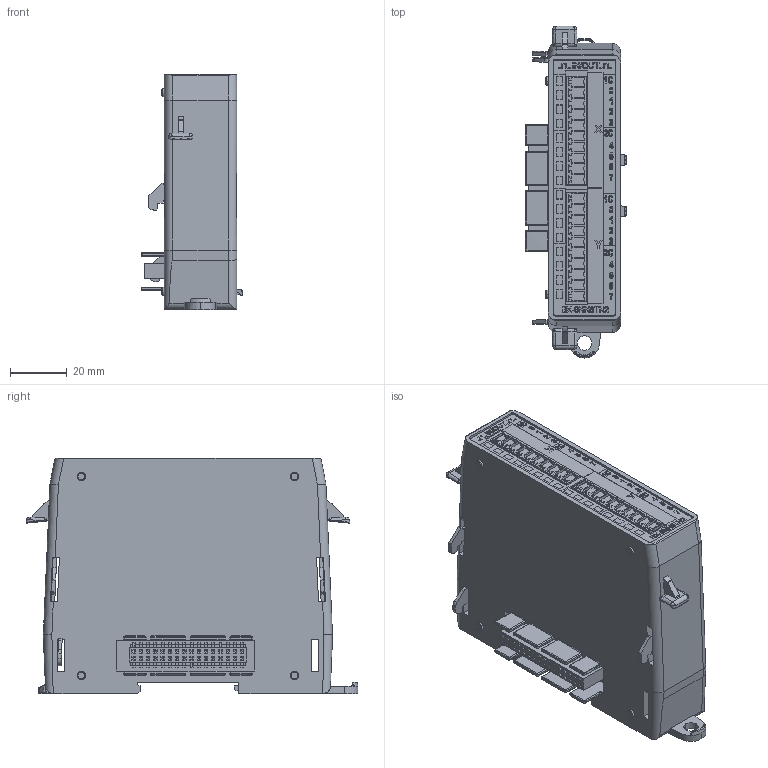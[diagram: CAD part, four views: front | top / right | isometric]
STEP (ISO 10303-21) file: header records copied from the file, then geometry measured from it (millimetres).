
FILE_DESCRIPTION (( 'STEP AP214' ), '1' );
FILE_NAME ('BX-8NN8TN.STEP', '2025-04-22T22:53:29', ( '' ), ( '' ), 'SwSTEP 2.0', 'SolidWorks 2024', '' );
FILE_SCHEMA (( 'AUTOMOTIVE_DESIGN' ));
Length unit declared in the file: inch
Products named in the file (1): BX-8NN8TN
Bounding box: 35.62 x 116.5 x 82.55 mm (x, y, z)
Volume: 190088.4 mm3; surface area: 47049.3 mm2
Topology: 85 solids, 94 shells, 5051 faces, 13388 edges, 8602 vertices
Faces by surface type: plane 3344, bspline 910, cylinder 659, torus 75, cone 35, sphere 28
Entity records: 175770 total; most frequent: CARTESIAN_POINT 56299, ORIENTED_EDGE 26712, DIRECTION 20206, EDGE_CURVE 13356, VECTOR 10076, LINE 10076, VERTEX_POINT 8598, EDGE_LOOP 5556
